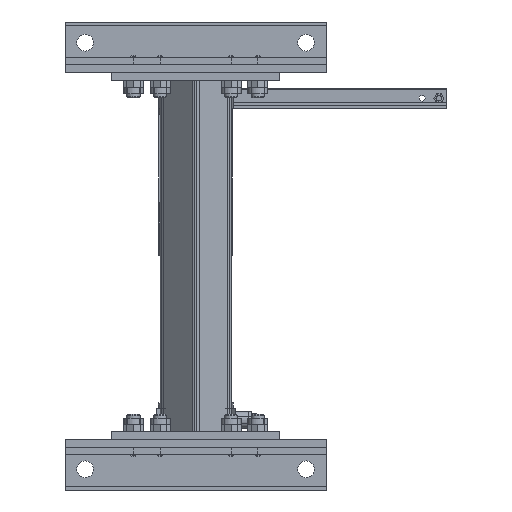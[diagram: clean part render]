
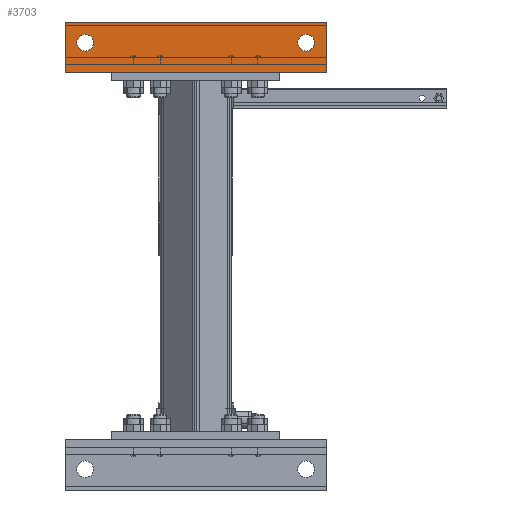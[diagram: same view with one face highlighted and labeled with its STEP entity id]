
A CAD part, left-side view. The second image highlights one B-rep face of the part: STEP entity #3703.
In plain terms, the highlighted face is planar.
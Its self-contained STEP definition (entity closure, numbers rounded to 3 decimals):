
#3703=ADVANCED_FACE('',(#6687,#6688,#6689),#6690,.T.);
#6687=FACE_BOUND('',#9474,.T.);
#6688=FACE_BOUND('',#9475,.T.);
#6689=FACE_OUTER_BOUND('',#9476,.T.);
#6690=PLANE('',#9477);
#9474=EDGE_LOOP('',(#15005));
#9475=EDGE_LOOP('',(#15006));
#9476=EDGE_LOOP('',(#15007,#15008,#15009,#15010));
#9477=AXIS2_PLACEMENT_3D('',#15011,#15012,#15013);
#15005=ORIENTED_EDGE('',*,*,#17556,.T.);
#15006=ORIENTED_EDGE('',*,*,#16922,.T.);
#15007=ORIENTED_EDGE('',*,*,#17601,.T.);
#15008=ORIENTED_EDGE('',*,*,#16958,.F.);
#15009=ORIENTED_EDGE('',*,*,#17347,.T.);
#15010=ORIENTED_EDGE('',*,*,#17239,.T.);
#15011=CARTESIAN_POINT('',(37.5,0.,0.));
#15012=DIRECTION('',(0.,-1.,0.));
#15013=DIRECTION('',(1.,0.,0.));
#16922=EDGE_CURVE('',#19875,#19875,#19876,.T.);
#16958=EDGE_CURVE('',#19930,#19928,#19932,.T.);
#17239=EDGE_CURVE('',#20305,#20303,#20306,.T.);
#17347=EDGE_CURVE('',#19930,#20305,#20451,.T.);
#17556=EDGE_CURVE('',#20697,#20697,#20698,.T.);
#17601=EDGE_CURVE('',#20303,#19928,#20746,.T.);
#19875=VERTEX_POINT('',#26162);
#19876=CIRCLE('',#26163,12.5);
#19928=VERTEX_POINT('',#26283);
#19930=VERTEX_POINT('',#26286);
#19932=LINE('',#26289,#26290);
#20303=VERTEX_POINT('',#27234);
#20305=VERTEX_POINT('',#27237);
#20306=LINE('',#27238,#27239);
#20451=LINE('',#27544,#27545);
#20697=VERTEX_POINT('',#28258);
#20698=CIRCLE('',#28259,12.5);
#20746=LINE('',#28383,#28384);
#26162=CARTESIAN_POINT('',(56.5,0.,360.));
#26163=AXIS2_PLACEMENT_3D('',#30195,#30196,#30197);
#26283=CARTESIAN_POINT('',(0.,0.,390.));
#26286=CARTESIAN_POINT('',(0.,0.,0.));
#26289=CARTESIAN_POINT('',(0.,0.,0.));
#26290=VECTOR('',#30238,1.);
#27234=CARTESIAN_POINT('',(75.,0.,390.));
#27237=CARTESIAN_POINT('',(75.,0.,0.));
#27238=CARTESIAN_POINT('',(75.,0.,0.));
#27239=VECTOR('',#30519,1.);
#27544=CARTESIAN_POINT('',(0.,0.,0.));
#27545=VECTOR('',#30626,1.);
#28258=CARTESIAN_POINT('',(56.5,0.,30.));
#28259=AXIS2_PLACEMENT_3D('',#30805,#30806,#30807);
#28383=CARTESIAN_POINT('',(0.,0.,390.));
#28384=VECTOR('',#30833,1.);
#30195=CARTESIAN_POINT('',(44.,0.,360.));
#30196=DIRECTION('',(0.,1.,0.));
#30197=DIRECTION('',(1.,0.,0.));
#30238=DIRECTION('',(0.,0.,1.));
#30519=DIRECTION('',(0.,0.,1.));
#30626=DIRECTION('',(1.,0.,0.));
#30805=CARTESIAN_POINT('',(44.,0.,30.));
#30806=DIRECTION('',(0.,1.,0.));
#30807=DIRECTION('',(1.,0.,0.));
#30833=DIRECTION('',(-1.,0.,0.));
